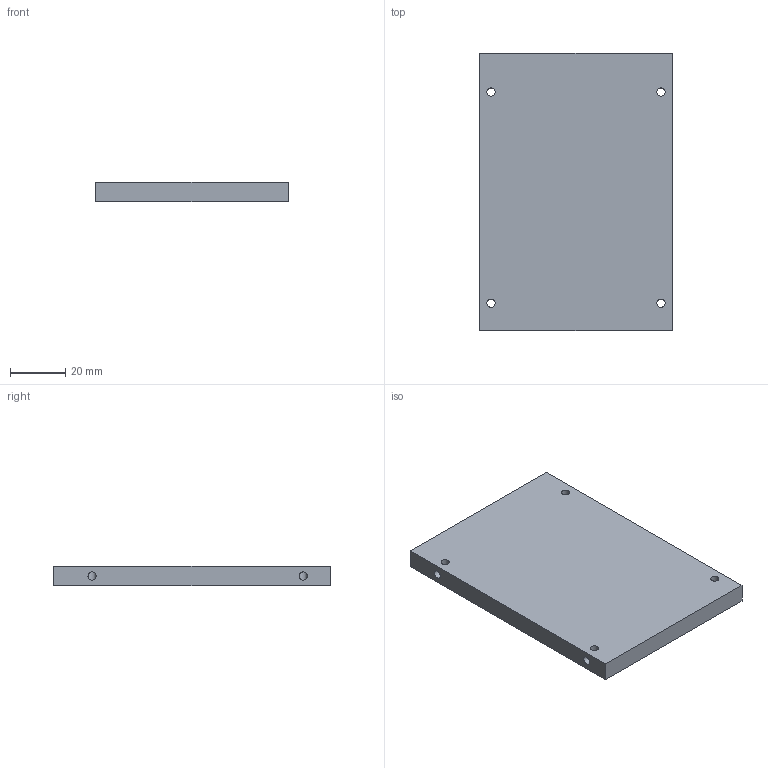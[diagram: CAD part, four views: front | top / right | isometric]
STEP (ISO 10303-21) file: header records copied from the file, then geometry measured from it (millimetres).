
FILE_DESCRIPTION(/* description */ (''),/* implementation_level */ '2;1');
FILE_NAME(/* name */ 'ssd_positive_form.step',/* time_stamp */ '2023-11-26T11:28:07-05:00',/* author */ (''),/* organization */ (''),/* preprocessor_version */ 'ST-DEVELOPER v20',/* originating_system */ 'Autodesk Translation Framework v12.14.0.127',/* authorisation */ '');
FILE_SCHEMA (('AUTOMOTIVE_DESIGN { 1 0 10303 214 3 1 1 }'));
Length unit declared in the file: millimetre
Products named in the file (2): component_pi; ssd
Assembly tree (1 placements, depth 2):
  component_pi
    ssd
Bounding box: 69.85 x 100.5 x 7 mm (x, y, z)
Volume: 48862.5 mm3; surface area: 16685.3 mm2
Topology: 1 solids, 1 shells, 16 faces, 51 edges, 35 vertices
Faces by surface type: cylinder 8, plane 8
Full cylindrical faces by diameter (mm): 3 x8
Entity records: 671 total; most frequent: DIRECTION 116, CARTESIAN_POINT 105, ORIENTED_EDGE 102, EDGE_CURVE 51, AXIS2_PLACEMENT_3D 46, VERTEX_POINT 35, EDGE_LOOP 30, LINE 24
